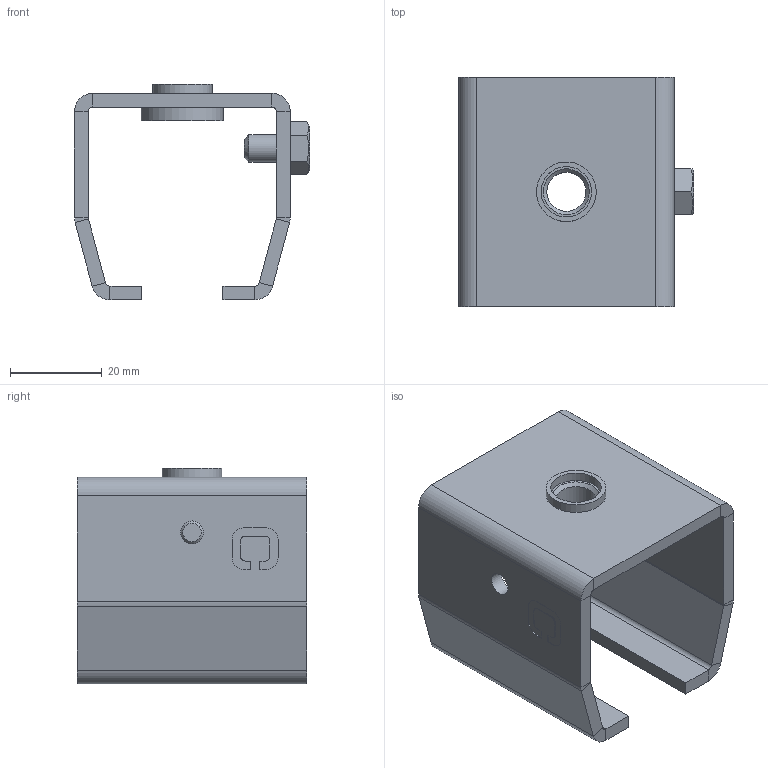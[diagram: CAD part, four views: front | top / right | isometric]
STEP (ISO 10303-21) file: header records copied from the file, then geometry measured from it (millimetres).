
FILE_DESCRIPTION(('STEP AP203'), '1');
FILE_NAME('ÐË251.RC35 Äåðæàòåëü ïîä ðåçüáîâîé ïîäâåñ', '', ('UNSPECIFIED'), ('UNSPECIFIED'), 'ASCON STEP Converter 1.3', 'ASCON Math Kernel', '');
FILE_SCHEMA(('CONFIG_CONTROL_DESIGN'));
Length unit declared in the file: millimetre
Products named in the file (1): 251.RC35 Äåðæàòåëü áàçîâûé
Bounding box: 51.2 x 50 x 47 mm (x, y, z)
Volume: 22502.1 mm3; surface area: 16147.8 mm2
Topology: 1 solids, 1 shells, 95 faces, 210 edges, 123 vertices
Faces by surface type: plane 66, cylinder 26, cone 3
Full cylindrical faces by diameter (mm): 5 x1, 6 x1, 8.5 x1, 11 x1, 13 x1, 17.976 x1
Entity records: 3558 total; most frequent: CARTESIAN_POINT 672, DIRECTION 442, ORIENTED_EDGE 402, EDGE_CURVE 201, AXIS2_PLACEMENT_3D 151, LINE 140, VECTOR 140, VERTEX_POINT 123
